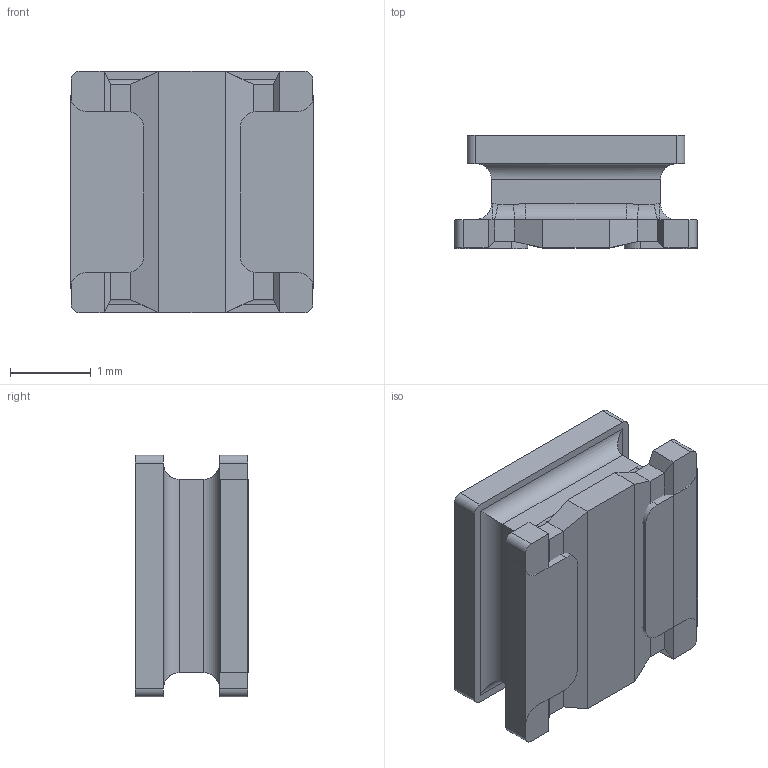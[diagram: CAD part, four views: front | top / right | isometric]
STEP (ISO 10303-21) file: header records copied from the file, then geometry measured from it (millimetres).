
FILE_DESCRIPTION (( 'STEP AP214' ), '1' );
FILE_NAME ('User Library-Murata_LQH3NP_M0(1212).STEP', '2017-05-15T19:34:29', ( 'Windows User' ), ( '' ), 'SwSTEP 2.0', 'SolidWorks 2017', '' );
FILE_SCHEMA (( 'AUTOMOTIVE_DESIGN' ));
Length unit declared in the file: millimetre
Products named in the file (1): User Library-Murata_LQH3NP_M0(1212)
Bounding box: 3.02 x 1.41 x 3 mm (x, y, z)
Volume: 10.6 mm3; surface area: 48.3 mm2
Topology: 3 solids, 3 shells, 98 faces, 230 edges, 140 vertices
Faces by surface type: plane 56, cylinder 34, bspline 8
Entity records: 3732 total; most frequent: CARTESIAN_POINT 641, ORIENTED_EDGE 460, DIRECTION 432, EDGE_CURVE 230, LINE 162, VECTOR 162, VERTEX_POINT 140, AXIS2_PLACEMENT_3D 135
